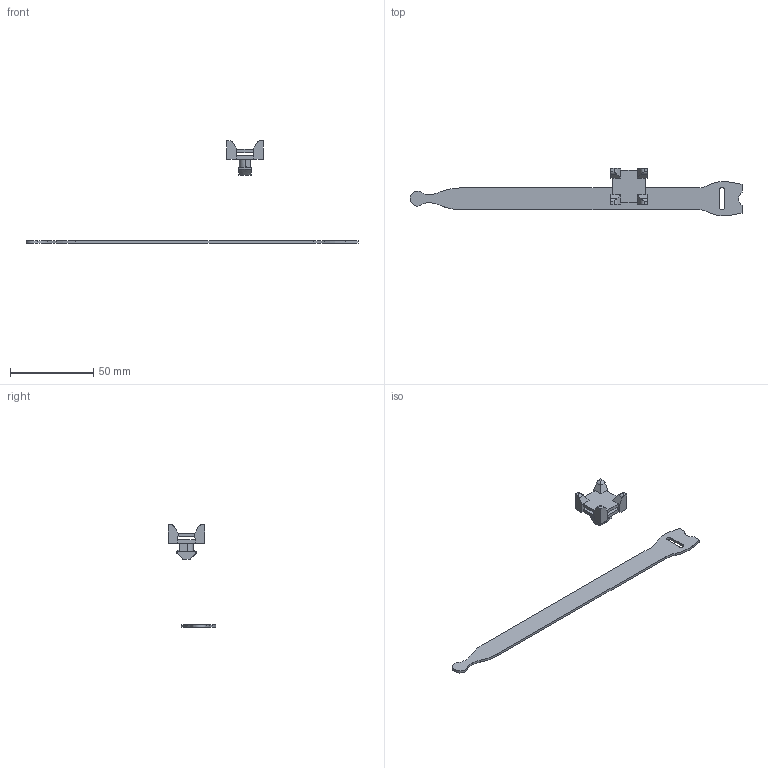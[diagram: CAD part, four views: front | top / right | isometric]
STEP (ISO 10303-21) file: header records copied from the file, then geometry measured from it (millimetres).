
FILE_DESCRIPTION (( 'STEP AP214' ), '1' );
FILE_NAME ('093254s03.STEP', '2015-05-18T11:33:51', ( 'Admin' ), ( 'Hewlett-Packard Company' ), 'SwSTEP 2.0', 'SolidWorks 2014', '' );
FILE_SCHEMA (( 'AUTOMOTIVE_DESIGN' ));
Length unit declared in the file: millimetre
Products named in the file (3): 093254_Standard; 340me8200kl_340ME8200KL; 093254s03
Assembly tree (2 placements, depth 2):
  093254s03
    093254_Standard
    340me8200kl_340ME8200KL
Bounding box: 199.98 x 28.7 x 61.56 mm (x, y, z)
Volume: 6824 mm3; surface area: 8433.9 mm2
Topology: 2 solids, 2 shells, 94 faces, 270 edges, 176 vertices
Faces by surface type: plane 66, cylinder 26, cone 2
Entity records: 3174 total; most frequent: CARTESIAN_POINT 575, ORIENTED_EDGE 540, DIRECTION 504, EDGE_CURVE 270, VECTOR 214, LINE 214, VERTEX_POINT 176, AXIS2_PLACEMENT_3D 145
